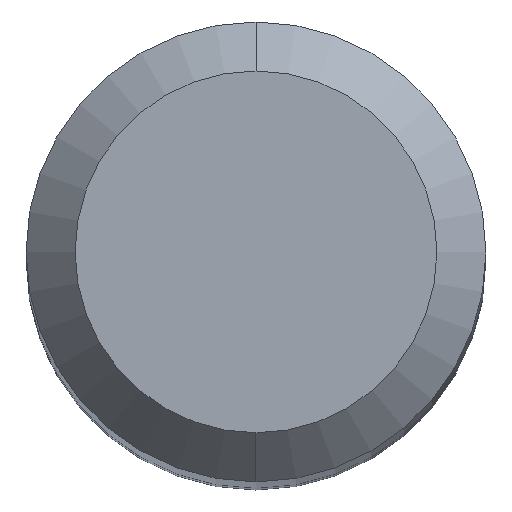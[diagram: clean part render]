
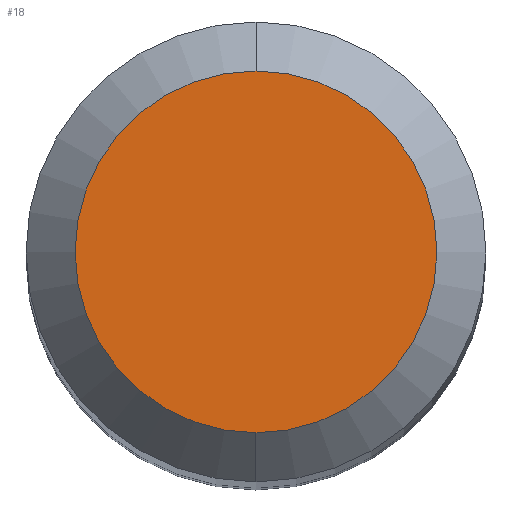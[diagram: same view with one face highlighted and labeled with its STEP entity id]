
A CAD part, top view. The second image highlights one B-rep face of the part: STEP entity #18.
In plain terms, the highlighted planar face has unit normal (0, 0, 1).
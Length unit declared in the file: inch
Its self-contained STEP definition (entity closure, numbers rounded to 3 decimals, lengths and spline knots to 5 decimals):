
#5 = FACE_OUTER_BOUND ( 'NONE', #193, .T. ) ;
#13 = AXIS2_PLACEMENT_3D ( 'NONE', #44, #72, #200 ) ;
#18 = ADVANCED_FACE ( 'NONE', ( #5 ), #230, .F. ) ;
#26 = VERTEX_POINT ( 'NONE', #41 ) ;
#28 = AXIS2_PLACEMENT_3D ( 'NONE', #219, #311, #62 ) ;
#41 = CARTESIAN_POINT ( 'NONE',  ( 0., 0.07375, 0. ) ) ;
#44 = CARTESIAN_POINT ( 'NONE',  ( 0., 0.07375, 0. ) ) ;
#62 = DIRECTION ( 'NONE',  ( 0., -1., 0. ) ) ;
#72 = DIRECTION ( 'NONE',  ( 0., 0., -1. ) ) ;
#141 = ORIENTED_EDGE ( 'NONE', *, *, #165, .T. ) ;
#165 = EDGE_CURVE ( 'NONE', #26, #175, #349, .T. ) ;
#175 = VERTEX_POINT ( 'NONE', #394 ) ;
#193 = EDGE_LOOP ( 'NONE', ( #141, #204 ) ) ;
#200 = DIRECTION ( 'NONE',  ( 0., 1., 0. ) ) ;
#204 = ORIENTED_EDGE ( 'NONE', *, *, #241, .T. ) ;
#219 = CARTESIAN_POINT ( 'NONE',  ( 0., 0., 0. ) ) ;
#230 = PLANE ( 'NONE',  #13 ) ;
#241 = EDGE_CURVE ( 'NONE', #175, #26, #390, .T. ) ;
#274 = DIRECTION ( 'NONE',  ( 0., 0., 1. ) ) ;
#311 = DIRECTION ( 'NONE',  ( 0., 0., 1. ) ) ;
#349 = CIRCLE ( 'NONE', #357, 0.07375 ) ;
#357 = AXIS2_PLACEMENT_3D ( 'NONE', #361, #274, #404 ) ;
#361 = CARTESIAN_POINT ( 'NONE',  ( 0., 0., 0. ) ) ;
#390 = CIRCLE ( 'NONE', #28, 0.07375 ) ;
#394 = CARTESIAN_POINT ( 'NONE',  ( 0., -0.07375, 0. ) ) ;
#404 = DIRECTION ( 'NONE',  ( 0., -1., 0. ) ) ;
